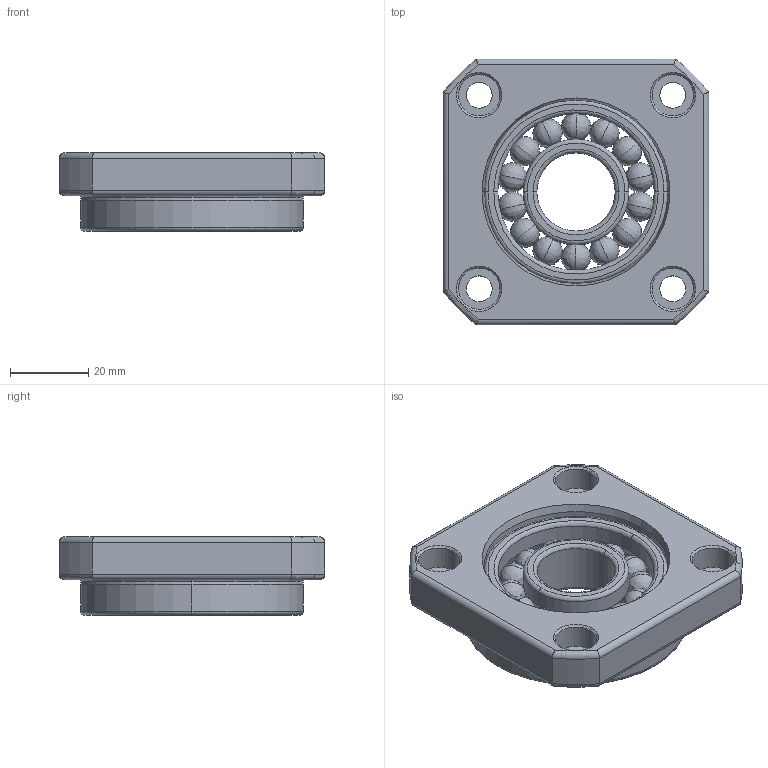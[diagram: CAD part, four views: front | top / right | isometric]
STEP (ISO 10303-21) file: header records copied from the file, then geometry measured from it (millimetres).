
FILE_DESCRIPTION (( 'STEP AP214' ), '1' );
FILE_NAME ('FF20疒玉.STEP', '2018-12-10T05:09:04', ( 'Windows 荤侩磊' ), ( '' ), 'SwSTEP 2.0', 'SolidWorks 2013', '' );
FILE_SCHEMA (( 'AUTOMOTIVE_DESIGN' ));
Length unit declared in the file: millimetre
Products named in the file (3): 6204ZZ軸承; FF20_體(成_); FF20疒玉
Assembly tree (2 placements, depth 2):
  FF20疒玉
    FF20_體(成_)
    6204ZZ軸承
Bounding box: 68 x 68 x 20 mm (x, y, z)
Volume: 47253.2 mm3; surface area: 22772.8 mm2
Topology: 17 solids, 17 shells, 140 faces, 322 edges, 166 vertices
Faces by surface type: bspline 50, cylinder 46, cone 16, plane 16, torus 12
Entity records: 4541 total; most frequent: CARTESIAN_POINT 1567, DIRECTION 584, ORIENTED_EDGE 532, EDGE_CURVE 266, AXIS2_PLACEMENT_3D 255, VERTEX_POINT 166, CIRCLE 160, EDGE_LOOP 160
